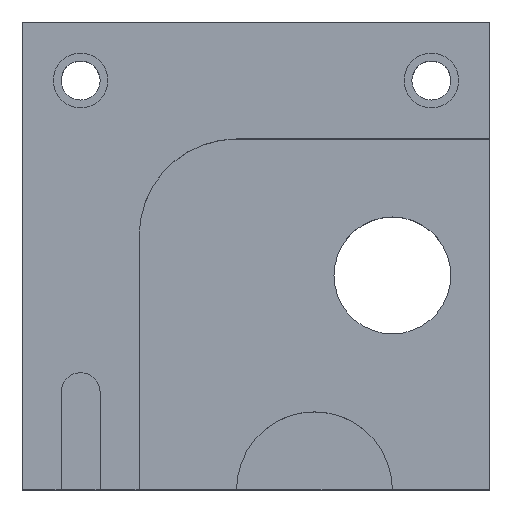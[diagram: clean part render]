
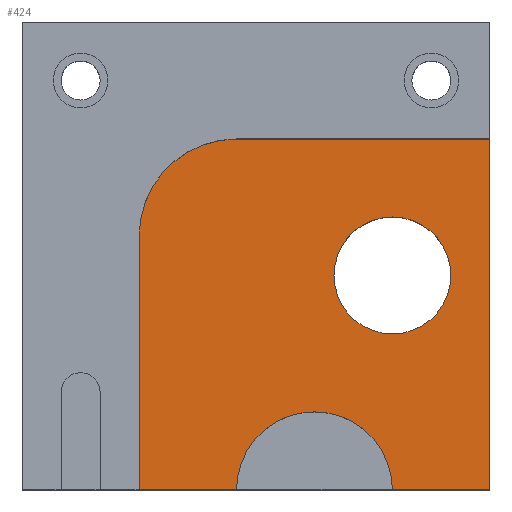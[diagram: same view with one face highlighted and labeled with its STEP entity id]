
A CAD part, top view. The second image highlights one B-rep face of the part: STEP entity #424.
In plain terms, the highlighted planar face has unit normal (0, 0, 1).
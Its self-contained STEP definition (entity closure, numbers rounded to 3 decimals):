
#17=FACE_BOUND('',#81,.T.);
#32=PLANE('',#477);
#55=FACE_OUTER_BOUND('',#80,.T.);
#80=EDGE_LOOP('',(#357,#358,#359,#360,#361,#362,#363));
#81=EDGE_LOOP('',(#364));
#109=LINE('',#664,#150);
#113=LINE('',#672,#154);
#120=LINE('',#697,#161);
#122=LINE('',#702,#163);
#124=LINE('',#705,#165);
#150=VECTOR('',#544,10.);
#154=VECTOR('',#548,10.);
#161=VECTOR('',#577,10.);
#163=VECTOR('',#581,10.);
#165=VECTOR('',#585,10.);
#184=CIRCLE('',#466,20.);
#186=CIRCLE('',#470,15.);
#189=CIRCLE('',#474,25.);
#209=VERTEX_POINT('',#661);
#210=VERTEX_POINT('',#663);
#213=VERTEX_POINT('',#669);
#214=VERTEX_POINT('',#671);
#216=VERTEX_POINT('',#681);
#220=VERTEX_POINT('',#690);
#221=VERTEX_POINT('',#692);
#223=VERTEX_POINT('',#701);
#255=EDGE_CURVE('',#209,#210,#109,.T.);
#259=EDGE_CURVE('',#213,#214,#113,.T.);
#262=EDGE_CURVE('',#213,#210,#184,.T.);
#264=EDGE_CURVE('',#216,#216,#186,.T.);
#269=EDGE_CURVE('',#220,#221,#189,.T.);
#272=EDGE_CURVE('',#214,#220,#120,.T.);
#274=EDGE_CURVE('',#221,#223,#122,.T.);
#276=EDGE_CURVE('',#223,#209,#124,.T.);
#357=ORIENTED_EDGE('',*,*,#262,.T.);
#358=ORIENTED_EDGE('',*,*,#255,.F.);
#359=ORIENTED_EDGE('',*,*,#276,.F.);
#360=ORIENTED_EDGE('',*,*,#274,.F.);
#361=ORIENTED_EDGE('',*,*,#269,.F.);
#362=ORIENTED_EDGE('',*,*,#272,.F.);
#363=ORIENTED_EDGE('',*,*,#259,.F.);
#364=ORIENTED_EDGE('',*,*,#264,.T.);
#424=ADVANCED_FACE('',(#55,#17),#32,.T.);
#466=AXIS2_PLACEMENT_3D('',#677,#553,#554);
#470=AXIS2_PLACEMENT_3D('',#682,#561,#562);
#474=AXIS2_PLACEMENT_3D('',#693,#571,#572);
#477=AXIS2_PLACEMENT_3D('',#704,#583,#584);
#544=DIRECTION('',(-1.,0.,0.));
#548=DIRECTION('',(-1.,0.,0.));
#553=DIRECTION('center_axis',(0.,0.,-1.));
#554=DIRECTION('ref_axis',(-1.,0.,0.));
#561=DIRECTION('center_axis',(0.,0.,-1.));
#562=DIRECTION('ref_axis',(-1.,0.,0.));
#571=DIRECTION('center_axis',(0.,0.,-1.));
#572=DIRECTION('ref_axis',(0.,1.,0.));
#577=DIRECTION('',(0.,1.,0.));
#581=DIRECTION('',(1.,0.,0.));
#583=DIRECTION('center_axis',(0.,0.,1.));
#584=DIRECTION('ref_axis',(-1.,0.,0.));
#585=DIRECTION('',(0.,-1.,0.));
#661=CARTESIAN_POINT('',(120.,0.,30.));
#663=CARTESIAN_POINT('',(95.,0.,30.));
#664=CARTESIAN_POINT('',(37.5,0.,30.));
#669=CARTESIAN_POINT('',(55.,0.,30.));
#671=CARTESIAN_POINT('',(30.,0.,30.));
#672=CARTESIAN_POINT('',(37.5,0.,30.));
#677=CARTESIAN_POINT('Origin',(75.,0.,30.));
#681=CARTESIAN_POINT('',(110.,55.,30.));
#682=CARTESIAN_POINT('Origin',(95.,55.,30.));
#690=CARTESIAN_POINT('',(30.,65.,30.));
#692=CARTESIAN_POINT('',(55.,90.,30.));
#693=CARTESIAN_POINT('Origin',(55.,65.,30.));
#697=CARTESIAN_POINT('',(30.,0.,30.));
#701=CARTESIAN_POINT('',(120.,90.,30.));
#702=CARTESIAN_POINT('',(55.,90.,30.));
#704=CARTESIAN_POINT('Origin',(75.,45.,30.));
#705=CARTESIAN_POINT('',(120.,22.5,30.));
